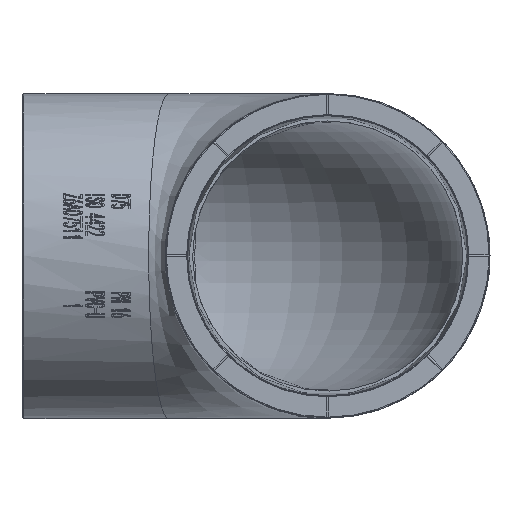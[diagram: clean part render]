
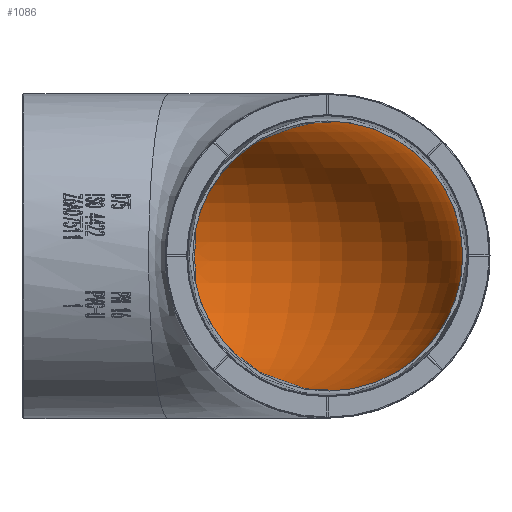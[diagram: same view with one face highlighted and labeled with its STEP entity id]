
A CAD part, top view. The second image highlights one B-rep face of the part: STEP entity #1086.
In plain terms, the highlighted toroidal (fillet/blend) face has major radius 37.492 mm and minor radius 36.499 mm.
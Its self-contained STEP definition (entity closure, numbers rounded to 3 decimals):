
#44=TOROIDAL_SURFACE('',#6425,37.492,36.499);
#537=FACE_OUTER_BOUND('',#1758,.T.);
#1086=ADVANCED_FACE('',(#537),#44,.F.);
#1758=EDGE_LOOP('',(#2605,#2606,#2607,#2608,#2609,#2610,#2611));
#2605=ORIENTED_EDGE('',*,*,#5025,.F.);
#2606=ORIENTED_EDGE('',*,*,#5026,.F.);
#2607=ORIENTED_EDGE('',*,*,#5027,.F.);
#2608=ORIENTED_EDGE('',*,*,#5028,.T.);
#2609=ORIENTED_EDGE('',*,*,#5029,.T.);
#2610=ORIENTED_EDGE('',*,*,#5030,.T.);
#2611=ORIENTED_EDGE('',*,*,#5031,.T.);
#4334=VERTEX_POINT('',#11142);
#4335=VERTEX_POINT('',#11143);
#4336=VERTEX_POINT('',#11148);
#4337=VERTEX_POINT('',#11171);
#4338=VERTEX_POINT('',#11194);
#4339=VERTEX_POINT('',#11199);
#4340=VERTEX_POINT('',#11204);
#5025=EDGE_CURVE('',#4334,#4335,#5883,.T.);
#5026=EDGE_CURVE('',#4336,#4334,#5884,.T.);
#5027=EDGE_CURVE('',#4337,#4336,#5885,.T.);
#5028=EDGE_CURVE('',#4337,#4338,#5886,.T.);
#5029=EDGE_CURVE('',#4338,#4339,#5887,.T.);
#5030=EDGE_CURVE('',#4339,#4340,#5888,.T.);
#5031=EDGE_CURVE('',#4340,#4335,#5889,.T.);
#5883=B_SPLINE_CURVE_WITH_KNOTS('',3,(#11120,#11121,#11122,#11123,#11124,
#11125,#11126,#11127,#11128,#11129,#11130,#11131,#11132,#11133,#11134,#11135,
#11136,#11137,#11138,#11139,#11140,#11141),.UNSPECIFIED.,.F.,.F.,(4,2,2,
2,2,2,2,2,2,2,4),(0.,0.125,0.25,0.375,
0.5,0.563,0.625,0.688,
0.75,0.875,1.),.UNSPECIFIED.);
#5884=B_SPLINE_CURVE_WITH_KNOTS('',3,(#11144,#11145,#11146,#11147),
 .UNSPECIFIED.,.F.,.F.,(4,4),(0.,1.),.UNSPECIFIED.);
#5885=B_SPLINE_CURVE_WITH_KNOTS('',3,(#11149,#11150,#11151,#11152,#11153,
#11154,#11155,#11156,#11157,#11158,#11159,#11160,#11161,#11162,#11163,#11164,
#11165,#11166,#11167,#11168,#11169,#11170),.UNSPECIFIED.,.F.,.F.,(4,2,2,
2,2,2,2,2,2,2,4),(0.,0.125,0.25,0.313,0.375,0.438,0.5,0.625,0.75,0.875,
1.),.UNSPECIFIED.);
#5886=B_SPLINE_CURVE_WITH_KNOTS('',3,(#11172,#11173,#11174,#11175,#11176,
#11177,#11178,#11179,#11180,#11181,#11182,#11183,#11184,#11185,#11186,#11187,
#11188,#11189,#11190,#11191,#11192,#11193),.UNSPECIFIED.,.F.,.F.,(4,2,2,
2,2,2,2,2,2,2,4),(0.,0.125,0.25,0.313,
0.375,0.438,0.5,0.625,
0.75,0.875,1.),.UNSPECIFIED.);
#5887=B_SPLINE_CURVE_WITH_KNOTS('',3,(#11195,#11196,#11197,#11198),
 .UNSPECIFIED.,.F.,.F.,(4,4),(0.,1.),.UNSPECIFIED.);
#5888=B_SPLINE_CURVE_WITH_KNOTS('',3,(#11200,#11201,#11202,#11203),
 .UNSPECIFIED.,.F.,.F.,(4,4),(0.,1.),.UNSPECIFIED.);
#5889=B_SPLINE_CURVE_WITH_KNOTS('',3,(#11205,#11206,#11207,#11208,#11209,
#11210,#11211,#11212,#11213,#11214,#11215,#11216,#11217,#11218,#11219,#11220,
#11221,#11222,#11223,#11224,#11225,#11226),.UNSPECIFIED.,.F.,.F.,(4,2,2,
2,2,2,2,2,2,2,4),(0.,0.125,0.25,0.375,
0.5,0.562,0.625,0.687,
0.75,0.875,1.),.UNSPECIFIED.);
#6425=AXIS2_PLACEMENT_3D('',#11227,#6916,#6917);
#6916=DIRECTION('',(0.,-1.,0.));
#6917=DIRECTION('',(-1.,0.,0.));
#11120=CARTESIAN_POINT('',(2670.063,915.862,-36.117));
#11121=CARTESIAN_POINT('',(2670.069,919.079,-35.763));
#11122=CARTESIAN_POINT('',(2670.083,922.177,-34.996));
#11123=CARTESIAN_POINT('',(2670.131,928.145,-32.66));
#11124=CARTESIAN_POINT('',(2670.165,930.994,-31.084));
#11125=CARTESIAN_POINT('',(2670.269,936.124,-27.289));
#11126=CARTESIAN_POINT('',(2670.337,938.475,-25.018));
#11127=CARTESIAN_POINT('',(2670.564,942.472,-19.964));
#11128=CARTESIAN_POINT('',(2670.704,944.102,-17.225));
#11129=CARTESIAN_POINT('',(2671.171,945.997,-12.815));
#11130=CARTESIAN_POINT('',(2671.37,946.535,-11.29));
#11131=CARTESIAN_POINT('',(2672.026,947.386,-8.259));
#11132=CARTESIAN_POINT('',(2672.487,947.708,-6.698));
#11133=CARTESIAN_POINT('',(2674.21,948.106,-3.998));
#11134=CARTESIAN_POINT('',(2675.532,948.181,-2.965));
#11135=CARTESIAN_POINT('',(2678.443,948.254,-1.502));
#11136=CARTESIAN_POINT('',(2679.993,948.258,-0.985));
#11137=CARTESIAN_POINT('',(2684.638,948.249,0.509));
#11138=CARTESIAN_POINT('',(2687.765,948.207,1.415));
#11139=CARTESIAN_POINT('',(2693.908,948.025,3.526));
#11140=CARTESIAN_POINT('',(2696.935,947.882,4.699));
#11141=CARTESIAN_POINT('',(2699.909,947.645,6.01));
#11142=CARTESIAN_POINT('',(2670.062,915.862,-36.117));
#11143=CARTESIAN_POINT('',(2699.909,947.645,6.01));
#11144=CARTESIAN_POINT('',(2670.063,907.875,-36.117));
#11145=CARTESIAN_POINT('',(2669.768,910.527,-36.411));
#11146=CARTESIAN_POINT('',(2669.768,913.211,-36.411));
#11147=CARTESIAN_POINT('',(2670.062,915.862,-36.117));
#11148=CARTESIAN_POINT('',(2670.063,907.875,-36.117));
#11149=CARTESIAN_POINT('',(2699.909,876.094,6.01));
#11150=CARTESIAN_POINT('',(2696.95,875.858,4.705));
#11151=CARTESIAN_POINT('',(2693.936,875.715,3.537));
#11152=CARTESIAN_POINT('',(2687.817,875.533,1.432));
#11153=CARTESIAN_POINT('',(2684.702,875.49,0.527));
#11154=CARTESIAN_POINT('',(2680.074,875.48,-0.958));
#11155=CARTESIAN_POINT('',(2678.529,875.484,-1.472));
#11156=CARTESIAN_POINT('',(2675.637,875.554,-2.9));
#11157=CARTESIAN_POINT('',(2674.297,875.623,-3.902));
#11158=CARTESIAN_POINT('',(2672.519,876.015,-6.608));
#11159=CARTESIAN_POINT('',(2672.052,876.331,-8.165));
#11160=CARTESIAN_POINT('',(2671.384,877.176,-11.203));
#11161=CARTESIAN_POINT('',(2671.182,877.708,-12.726));
#11162=CARTESIAN_POINT('',(2670.707,879.601,-17.161));
#11163=CARTESIAN_POINT('',(2670.567,881.231,-19.91));
#11164=CARTESIAN_POINT('',(2670.339,885.223,-24.975));
#11165=CARTESIAN_POINT('',(2670.27,887.542,-27.226));
#11166=CARTESIAN_POINT('',(2670.166,892.688,-31.05));
#11167=CARTESIAN_POINT('',(2670.132,895.547,-32.636));
#11168=CARTESIAN_POINT('',(2670.084,901.495,-34.975));
#11169=CARTESIAN_POINT('',(2670.069,904.653,-35.762));
#11170=CARTESIAN_POINT('',(2670.063,907.875,-36.117));
#11171=CARTESIAN_POINT('',(2699.909,876.094,6.01));
#11172=CARTESIAN_POINT('',(2699.909,876.094,6.01));
#11173=CARTESIAN_POINT('',(2701.22,875.856,8.983));
#11174=CARTESIAN_POINT('',(2702.392,875.714,12.01));
#11175=CARTESIAN_POINT('',(2704.503,875.532,18.153));
#11176=CARTESIAN_POINT('',(2705.41,875.49,21.279));
#11177=CARTESIAN_POINT('',(2706.903,875.481,25.924));
#11178=CARTESIAN_POINT('',(2707.42,875.485,27.474));
#11179=CARTESIAN_POINT('',(2708.883,875.558,30.385));
#11180=CARTESIAN_POINT('',(2709.915,875.633,31.708));
#11181=CARTESIAN_POINT('',(2712.614,876.031,33.431));
#11182=CARTESIAN_POINT('',(2714.175,876.352,33.892));
#11183=CARTESIAN_POINT('',(2717.206,877.203,34.548));
#11184=CARTESIAN_POINT('',(2718.731,877.741,34.747));
#11185=CARTESIAN_POINT('',(2723.14,879.635,35.215));
#11186=CARTESIAN_POINT('',(2725.879,881.265,35.355));
#11187=CARTESIAN_POINT('',(2730.933,885.261,35.581));
#11188=CARTESIAN_POINT('',(2733.204,887.611,35.65));
#11189=CARTESIAN_POINT('',(2736.999,892.74,35.753));
#11190=CARTESIAN_POINT('',(2738.576,895.588,35.787));
#11191=CARTESIAN_POINT('',(2740.912,901.555,35.835));
#11192=CARTESIAN_POINT('',(2741.68,904.653,35.849));
#11193=CARTESIAN_POINT('',(2742.035,907.869,35.856));
#11194=CARTESIAN_POINT('',(2742.035,907.869,35.856));
#11195=CARTESIAN_POINT('',(2742.035,907.869,35.855));
#11196=CARTESIAN_POINT('',(2742.176,909.116,35.994));
#11197=CARTESIAN_POINT('',(2742.251,910.373,36.068));
#11198=CARTESIAN_POINT('',(2742.259,911.632,36.076));
#11199=CARTESIAN_POINT('',(2742.258,911.632,36.076));
#11200=CARTESIAN_POINT('',(2742.259,911.632,36.076));
#11201=CARTESIAN_POINT('',(2742.268,913.05,36.085));
#11202=CARTESIAN_POINT('',(2742.194,914.466,36.011));
#11203=CARTESIAN_POINT('',(2742.035,915.871,35.855));
#11204=CARTESIAN_POINT('',(2742.035,915.871,35.856));
#11205=CARTESIAN_POINT('',(2742.035,915.871,35.856));
#11206=CARTESIAN_POINT('',(2741.679,919.093,35.849));
#11207=CARTESIAN_POINT('',(2740.892,922.251,35.835));
#11208=CARTESIAN_POINT('',(2738.552,928.197,35.787));
#11209=CARTESIAN_POINT('',(2736.966,931.056,35.753));
#11210=CARTESIAN_POINT('',(2733.141,936.201,35.648));
#11211=CARTESIAN_POINT('',(2730.89,938.519,35.58));
#11212=CARTESIAN_POINT('',(2725.825,942.509,35.352));
#11213=CARTESIAN_POINT('',(2723.076,944.139,35.211));
#11214=CARTESIAN_POINT('',(2718.642,946.032,34.736));
#11215=CARTESIAN_POINT('',(2717.119,946.564,34.535));
#11216=CARTESIAN_POINT('',(2714.082,947.409,33.866));
#11217=CARTESIAN_POINT('',(2712.525,947.725,33.398));
#11218=CARTESIAN_POINT('',(2709.82,948.116,31.62));
#11219=CARTESIAN_POINT('',(2708.818,948.185,30.28));
#11220=CARTESIAN_POINT('',(2707.39,948.255,27.388));
#11221=CARTESIAN_POINT('',(2706.876,948.259,25.843));
#11222=CARTESIAN_POINT('',(2705.392,948.248,21.215));
#11223=CARTESIAN_POINT('',(2704.486,948.206,18.101));
#11224=CARTESIAN_POINT('',(2702.382,948.024,11.982));
#11225=CARTESIAN_POINT('',(2701.213,947.881,8.969));
#11226=CARTESIAN_POINT('',(2699.909,947.645,6.01));
#11227=CARTESIAN_POINT('',(2668.286,911.869,37.633));
